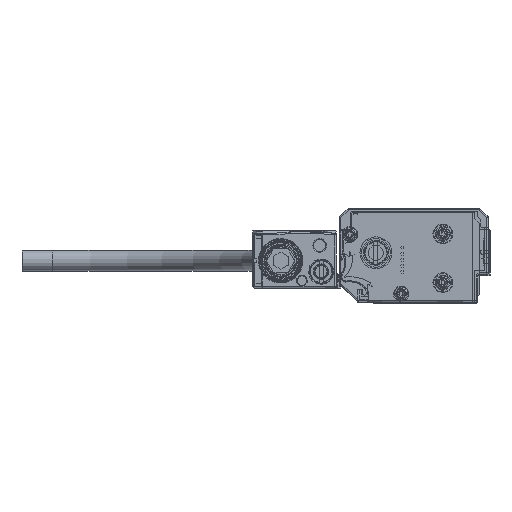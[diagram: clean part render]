
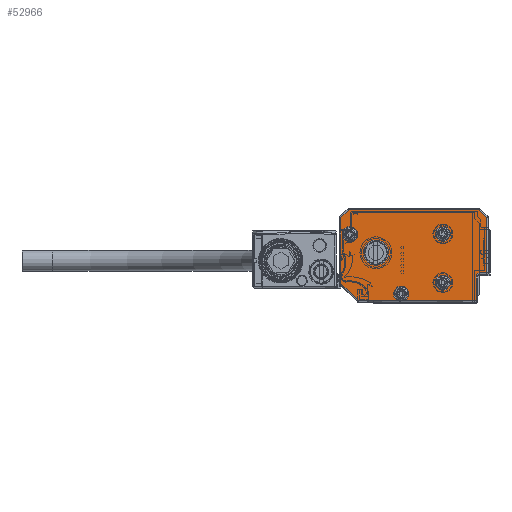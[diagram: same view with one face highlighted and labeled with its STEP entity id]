
A CAD part, left-side view. The second image highlights one B-rep face of the part: STEP entity #52966.
In plain terms, the highlighted planar face has unit normal (-1, 0, 0).
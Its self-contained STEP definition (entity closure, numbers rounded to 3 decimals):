
#52751=AXIS2_PLACEMENT_3D('Circle Axis2P3D',#52749,#52750,$) ;
#52779=AXIS2_PLACEMENT_3D('Circle Axis2P3D',#52777,#52778,$) ;
#52794=AXIS2_PLACEMENT_3D('Plane Axis2P3D',#52791,#52792,#52793) ;
#52798=AXIS2_PLACEMENT_3D('Circle Axis2P3D',#52796,#52797,$) ;
#52805=AXIS2_PLACEMENT_3D('Circle Axis2P3D',#52803,#52804,$) ;
#52812=AXIS2_PLACEMENT_3D('Circle Axis2P3D',#52810,#52811,$) ;
#52824=AXIS2_PLACEMENT_3D('Circle Axis2P3D',#52822,#52823,$) ;
#52896=AXIS2_PLACEMENT_3D('Circle Axis2P3D',#52894,#52895,$) ;
#52905=AXIS2_PLACEMENT_3D('Circle Axis2P3D',#52903,#52904,$) ;
#52914=AXIS2_PLACEMENT_3D('Circle Axis2P3D',#52912,#52913,$) ;
#52923=AXIS2_PLACEMENT_3D('Circle Axis2P3D',#52921,#52922,$) ;
#52932=AXIS2_PLACEMENT_3D('Circle Axis2P3D',#52930,#52931,$) ;
#52941=AXIS2_PLACEMENT_3D('Circle Axis2P3D',#52939,#52940,$) ;
#52950=AXIS2_PLACEMENT_3D('Circle Axis2P3D',#52948,#52949,$) ;
#52959=AXIS2_PLACEMENT_3D('Circle Axis2P3D',#52957,#52958,$) ;
#43255=CARTESIAN_POINT('Vertex',(-2973.,8.4,-1.)) ;
#43257=CARTESIAN_POINT('Vertex',(-2973.,7.,-1.)) ;
#43260=CARTESIAN_POINT('Line Origine',(-2973.,3.5,-1.)) ;
#43264=CARTESIAN_POINT('Vertex',(-2973.,21.793,-1.)) ;
#43276=CARTESIAN_POINT('Vertex',(-2973.,-17.,-1.)) ;
#43279=CARTESIAN_POINT('Line Origine',(-2973.,3.5,-1.)) ;
#52749=CARTESIAN_POINT('Axis2P3D Location',(-2973.,7.7,1.4)) ;
#52753=CARTESIAN_POINT('Vertex',(-2973.,5.2,1.4)) ;
#52774=CARTESIAN_POINT('Vertex',(-2973.,9.894,0.201)) ;
#52777=CARTESIAN_POINT('Axis2P3D Location',(-2973.,7.7,1.4)) ;
#52791=CARTESIAN_POINT('Axis2P3D Location',(-2973.,-21.5,13.5)) ;
#52796=CARTESIAN_POINT('Axis2P3D Location',(-2973.,7.7,1.4)) ;
#52800=CARTESIAN_POINT('Vertex',(-2973.,10.2,1.4)) ;
#52803=CARTESIAN_POINT('Axis2P3D Location',(-2973.,7.7,1.4)) ;
#52807=CARTESIAN_POINT('Vertex',(-2973.,5.506,2.599)) ;
#52810=CARTESIAN_POINT('Axis2P3D Location',(-2973.,7.7,1.4)) ;
#52815=CARTESIAN_POINT('Line Origine',(-2973.,-17.,3.1)) ;
#52819=CARTESIAN_POINT('Vertex',(-2973.,-17.,7.2)) ;
#52822=CARTESIAN_POINT('Axis2P3D Location',(-2973.,-18.,7.2)) ;
#52826=CARTESIAN_POINT('Vertex',(-2973.,-18.,8.2)) ;
#52829=CARTESIAN_POINT('Line Origine',(-2973.,-19.25,8.2)) ;
#52833=CARTESIAN_POINT('Vertex',(-2973.,-20.5,8.2)) ;
#52836=CARTESIAN_POINT('Line Origine',(-2973.,-20.5,17.246)) ;
#52840=CARTESIAN_POINT('Vertex',(-2973.,-20.5,26.293)) ;
#52843=CARTESIAN_POINT('Line Origine',(-2973.,-19.146,27.646)) ;
#52847=CARTESIAN_POINT('Vertex',(-2973.,-17.793,29.)) ;
#52850=CARTESIAN_POINT('Line Origine',(-2973.,3.5,29.)) ;
#52854=CARTESIAN_POINT('Vertex',(-2973.,24.793,29.)) ;
#52857=CARTESIAN_POINT('Line Origine',(-2973.,26.146,27.646)) ;
#52861=CARTESIAN_POINT('Vertex',(-2973.,27.5,26.293)) ;
#52864=CARTESIAN_POINT('Line Origine',(-2973.,27.5,15.5)) ;
#52868=CARTESIAN_POINT('Vertex',(-2973.,27.5,4.707)) ;
#52871=CARTESIAN_POINT('Line Origine',(-2973.,24.646,1.854)) ;
#52894=CARTESIAN_POINT('Axis2P3D Location',(-2973.,-6.,5.)) ;
#52898=CARTESIAN_POINT('Vertex',(-2973.,-3.806,3.801)) ;
#52900=CARTESIAN_POINT('Vertex',(-2973.,-8.194,6.199)) ;
#52903=CARTESIAN_POINT('Axis2P3D Location',(-2973.,-6.,5.)) ;
#52912=CARTESIAN_POINT('Axis2P3D Location',(-2973.,16.,14.8)) ;
#52916=CARTESIAN_POINT('Vertex',(-2973.,11.85,14.8)) ;
#52918=CARTESIAN_POINT('Vertex',(-2973.,20.15,14.8)) ;
#52921=CARTESIAN_POINT('Axis2P3D Location',(-2973.,16.,14.8)) ;
#52930=CARTESIAN_POINT('Axis2P3D Location',(-2973.,-6.,21.)) ;
#52934=CARTESIAN_POINT('Vertex',(-2973.,-8.194,22.199)) ;
#52936=CARTESIAN_POINT('Vertex',(-2973.,-3.806,19.801)) ;
#52939=CARTESIAN_POINT('Axis2P3D Location',(-2973.,-6.,21.)) ;
#52948=CARTESIAN_POINT('Axis2P3D Location',(-2973.,24.5,20.9)) ;
#52952=CARTESIAN_POINT('Vertex',(-2973.,22.306,22.099)) ;
#52954=CARTESIAN_POINT('Vertex',(-2973.,26.694,19.701)) ;
#52957=CARTESIAN_POINT('Axis2P3D Location',(-2973.,24.5,20.9)) ;
#43261=DIRECTION('Vector Direction',(0.,1.,0.)) ;
#43280=DIRECTION('Vector Direction',(0.,1.,0.)) ;
#52750=DIRECTION('Axis2P3D Direction',(-1.,0.,0.)) ;
#52778=DIRECTION('Axis2P3D Direction',(-1.,0.,0.)) ;
#52792=DIRECTION('Axis2P3D Direction',(1.,0.,0.)) ;
#52793=DIRECTION('Axis2P3D XDirection',(0.,1.,0.)) ;
#52797=DIRECTION('Axis2P3D Direction',(1.,0.,0.)) ;
#52804=DIRECTION('Axis2P3D Direction',(1.,0.,0.)) ;
#52811=DIRECTION('Axis2P3D Direction',(1.,0.,0.)) ;
#52816=DIRECTION('Vector Direction',(0.,0.,1.)) ;
#52823=DIRECTION('Axis2P3D Direction',(1.,0.,0.)) ;
#52830=DIRECTION('Vector Direction',(0.,-1.,0.)) ;
#52837=DIRECTION('Vector Direction',(0.,0.,1.)) ;
#52844=DIRECTION('Vector Direction',(0.,-0.707,-0.707)) ;
#52851=DIRECTION('Vector Direction',(0.,1.,0.)) ;
#52858=DIRECTION('Vector Direction',(0.,0.707,-0.707)) ;
#52865=DIRECTION('Vector Direction',(0.,0.,-1.)) ;
#52872=DIRECTION('Vector Direction',(0.,-0.707,-0.707)) ;
#52895=DIRECTION('Axis2P3D Direction',(1.,0.,0.)) ;
#52904=DIRECTION('Axis2P3D Direction',(1.,0.,0.)) ;
#52913=DIRECTION('Axis2P3D Direction',(1.,0.,0.)) ;
#52922=DIRECTION('Axis2P3D Direction',(1.,0.,0.)) ;
#52931=DIRECTION('Axis2P3D Direction',(1.,0.,0.)) ;
#52940=DIRECTION('Axis2P3D Direction',(1.,0.,0.)) ;
#52949=DIRECTION('Axis2P3D Direction',(1.,0.,0.)) ;
#52958=DIRECTION('Axis2P3D Direction',(1.,0.,0.)) ;
#43262=VECTOR('Line Direction',#43261,1.) ;
#43281=VECTOR('Line Direction',#43280,1.) ;
#52817=VECTOR('Line Direction',#52816,1.) ;
#52831=VECTOR('Line Direction',#52830,1.) ;
#52838=VECTOR('Line Direction',#52837,1.) ;
#52845=VECTOR('Line Direction',#52844,1.) ;
#52852=VECTOR('Line Direction',#52851,1.) ;
#52859=VECTOR('Line Direction',#52858,1.) ;
#52866=VECTOR('Line Direction',#52865,1.) ;
#52873=VECTOR('Line Direction',#52872,1.) ;
#52877=ORIENTED_EDGE('',*,*,#52781,.T.) ;
#52878=ORIENTED_EDGE('',*,*,#52802,.T.) ;
#52879=ORIENTED_EDGE('',*,*,#52809,.T.) ;
#52880=ORIENTED_EDGE('',*,*,#52814,.T.) ;
#52881=ORIENTED_EDGE('',*,*,#52755,.T.) ;
#52882=ORIENTED_EDGE('',*,*,#43283,.F.) ;
#52883=ORIENTED_EDGE('',*,*,#52821,.F.) ;
#52884=ORIENTED_EDGE('',*,*,#52828,.F.) ;
#52885=ORIENTED_EDGE('',*,*,#52835,.F.) ;
#52886=ORIENTED_EDGE('',*,*,#52842,.F.) ;
#52887=ORIENTED_EDGE('',*,*,#52849,.F.) ;
#52888=ORIENTED_EDGE('',*,*,#52856,.F.) ;
#52889=ORIENTED_EDGE('',*,*,#52863,.F.) ;
#52890=ORIENTED_EDGE('',*,*,#52870,.F.) ;
#52891=ORIENTED_EDGE('',*,*,#52875,.F.) ;
#52892=ORIENTED_EDGE('',*,*,#43266,.F.) ;
#52909=ORIENTED_EDGE('',*,*,#52902,.T.) ;
#52910=ORIENTED_EDGE('',*,*,#52907,.T.) ;
#52927=ORIENTED_EDGE('',*,*,#52920,.T.) ;
#52928=ORIENTED_EDGE('',*,*,#52925,.T.) ;
#52945=ORIENTED_EDGE('',*,*,#52938,.T.) ;
#52946=ORIENTED_EDGE('',*,*,#52943,.T.) ;
#52963=ORIENTED_EDGE('',*,*,#52956,.T.) ;
#52964=ORIENTED_EDGE('',*,*,#52961,.T.) ;
#52911=FACE_BOUND('',#52908,.T.) ;
#52929=FACE_BOUND('',#52926,.T.) ;
#52947=FACE_BOUND('',#52944,.T.) ;
#52965=FACE_BOUND('',#52962,.T.) ;
#52966=ADVANCED_FACE('\X2\FF8AFF9FFF70FF82\X0\ \X2\FF8EFF9EFF83FF9EFF68FF70\X0\',(#52893,#52911,#52929,#52947,#52965),#52795,.F.) ;
#52752=CIRCLE('generated circle',#52751,2.5) ;
#52780=CIRCLE('generated circle',#52779,2.5) ;
#52799=CIRCLE('generated circle',#52798,2.5) ;
#52806=CIRCLE('generated circle',#52805,2.5) ;
#52813=CIRCLE('generated circle',#52812,2.5) ;
#52825=CIRCLE('generated circle',#52824,1.) ;
#52897=CIRCLE('generated circle',#52896,2.5) ;
#52906=CIRCLE('generated circle',#52905,2.5) ;
#52915=CIRCLE('generated circle',#52914,4.15) ;
#52924=CIRCLE('generated circle',#52923,4.15) ;
#52933=CIRCLE('generated circle',#52932,2.5) ;
#52942=CIRCLE('generated circle',#52941,2.5) ;
#52951=CIRCLE('generated circle',#52950,2.5) ;
#52960=CIRCLE('generated circle',#52959,2.5) ;
#43266=EDGE_CURVE('',#43256,#43265,#43263,.T.) ;
#43283=EDGE_CURVE('',#43277,#43258,#43282,.T.) ;
#52755=EDGE_CURVE('',#52754,#43258,#52752,.F.) ;
#52781=EDGE_CURVE('',#43256,#52775,#52780,.F.) ;
#52802=EDGE_CURVE('',#52775,#52801,#52799,.T.) ;
#52809=EDGE_CURVE('',#52801,#52808,#52806,.T.) ;
#52814=EDGE_CURVE('',#52808,#52754,#52813,.T.) ;
#52821=EDGE_CURVE('',#52820,#43277,#52818,.F.) ;
#52828=EDGE_CURVE('',#52827,#52820,#52825,.F.) ;
#52835=EDGE_CURVE('',#52834,#52827,#52832,.F.) ;
#52842=EDGE_CURVE('',#52841,#52834,#52839,.F.) ;
#52849=EDGE_CURVE('',#52848,#52841,#52846,.T.) ;
#52856=EDGE_CURVE('',#52855,#52848,#52853,.F.) ;
#52863=EDGE_CURVE('',#52862,#52855,#52860,.F.) ;
#52870=EDGE_CURVE('',#52869,#52862,#52867,.F.) ;
#52875=EDGE_CURVE('',#43265,#52869,#52874,.F.) ;
#52902=EDGE_CURVE('',#52899,#52901,#52897,.T.) ;
#52907=EDGE_CURVE('',#52901,#52899,#52906,.T.) ;
#52920=EDGE_CURVE('',#52917,#52919,#52915,.T.) ;
#52925=EDGE_CURVE('',#52919,#52917,#52924,.T.) ;
#52938=EDGE_CURVE('',#52935,#52937,#52933,.T.) ;
#52943=EDGE_CURVE('',#52937,#52935,#52942,.T.) ;
#52956=EDGE_CURVE('',#52953,#52955,#52951,.T.) ;
#52961=EDGE_CURVE('',#52955,#52953,#52960,.T.) ;
#52876=EDGE_LOOP('',(#52877,#52878,#52879,#52880,#52881,#52882,#52883,#52884,#52885,#52886,#52887,#52888,#52889,#52890,#52891,#52892)) ;
#52908=EDGE_LOOP('',(#52909,#52910)) ;
#52926=EDGE_LOOP('',(#52927,#52928)) ;
#52944=EDGE_LOOP('',(#52945,#52946)) ;
#52962=EDGE_LOOP('',(#52963,#52964)) ;
#52893=FACE_OUTER_BOUND('',#52876,.T.) ;
#43263=LINE('Line',#43260,#43262) ;
#43282=LINE('Line',#43279,#43281) ;
#52818=LINE('Line',#52815,#52817) ;
#52832=LINE('Line',#52829,#52831) ;
#52839=LINE('Line',#52836,#52838) ;
#52846=LINE('Line',#52843,#52845) ;
#52853=LINE('Line',#52850,#52852) ;
#52860=LINE('Line',#52857,#52859) ;
#52867=LINE('Line',#52864,#52866) ;
#52874=LINE('Line',#52871,#52873) ;
#52795=PLANE('Plane',#52794) ;
#43256=VERTEX_POINT('',#43255) ;
#43258=VERTEX_POINT('',#43257) ;
#43265=VERTEX_POINT('',#43264) ;
#43277=VERTEX_POINT('',#43276) ;
#52754=VERTEX_POINT('',#52753) ;
#52775=VERTEX_POINT('',#52774) ;
#52801=VERTEX_POINT('',#52800) ;
#52808=VERTEX_POINT('',#52807) ;
#52820=VERTEX_POINT('',#52819) ;
#52827=VERTEX_POINT('',#52826) ;
#52834=VERTEX_POINT('',#52833) ;
#52841=VERTEX_POINT('',#52840) ;
#52848=VERTEX_POINT('',#52847) ;
#52855=VERTEX_POINT('',#52854) ;
#52862=VERTEX_POINT('',#52861) ;
#52869=VERTEX_POINT('',#52868) ;
#52899=VERTEX_POINT('',#52898) ;
#52901=VERTEX_POINT('',#52900) ;
#52917=VERTEX_POINT('',#52916) ;
#52919=VERTEX_POINT('',#52918) ;
#52935=VERTEX_POINT('',#52934) ;
#52937=VERTEX_POINT('',#52936) ;
#52953=VERTEX_POINT('',#52952) ;
#52955=VERTEX_POINT('',#52954) ;
